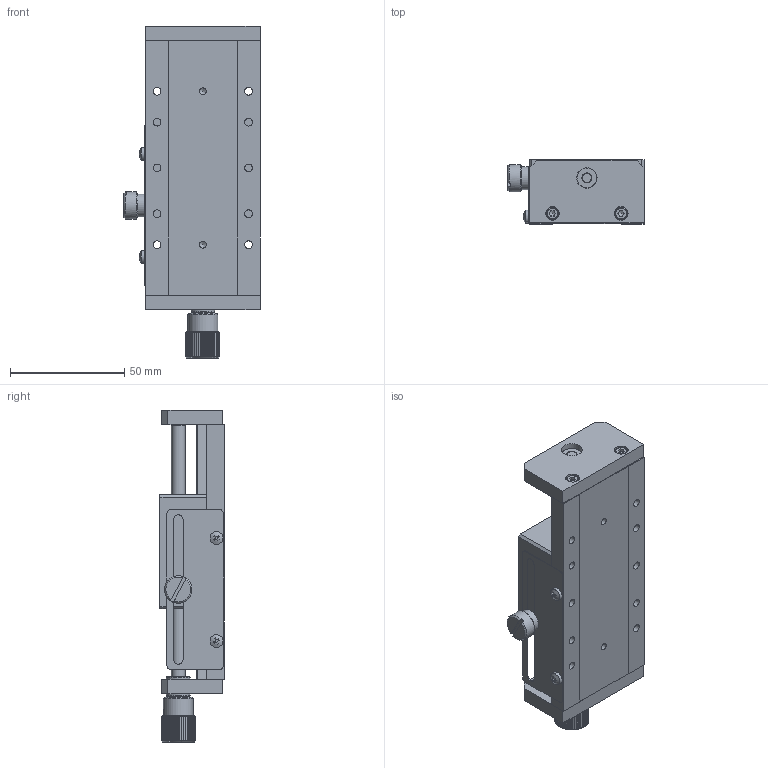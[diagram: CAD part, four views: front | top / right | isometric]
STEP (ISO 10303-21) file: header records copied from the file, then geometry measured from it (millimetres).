
FILE_DESCRIPTION (( 'STEP AP203' ), '1' );
FILE_NAME ('528753.STEP', '2024-10-14T10:04:18', ( 'Windows User' ), ( 'P R C' ), 'SwSTEP 2.0', 'SolidWorks 2020', '' );
FILE_SCHEMA (( 'CONFIG_CONTROL_DESIGN' ));
Length unit declared in the file: millimetre
Products named in the file (1): 528753
Bounding box: 59.45 x 28 x 145 mm (x, y, z)
Surface area: 49399.9 mm2 (no closed solid volume)
Topology: 0 solids, 24 shells, 750 faces, 1704 edges, 1040 vertices
Faces by surface type: plane 373, cylinder 192, cone 157, bspline 28
Full cylindrical faces by diameter (mm): 1.5 x2, 2.05 x6, 2.5 x20, 2.9 x4, 3 x12, 3.1 x2, 3.3 x2, 3.4 x15, 3.5 x1, 3.93 x1, 4 x11, 4.5 x4, 5 x4, 5.5 x4, 5.6 x2, 6 x6, 6.5 x11, 7 x1, 8.5 x1, 9 x5, 10 x1, 10.3 x3, 11 x2, 11.5 x1, 12 x2, 13 x1
Entity records: 28608 total; most frequent: CARTESIAN_POINT 13464, DIRECTION 3067, ORIENTED_EDGE 2836, EDGE_CURVE 1422, AXIS2_PLACEMENT_3D 1245, EDGE_LOOP 1048, VERTEX_POINT 957, FACE_OUTER_BOUND 880
